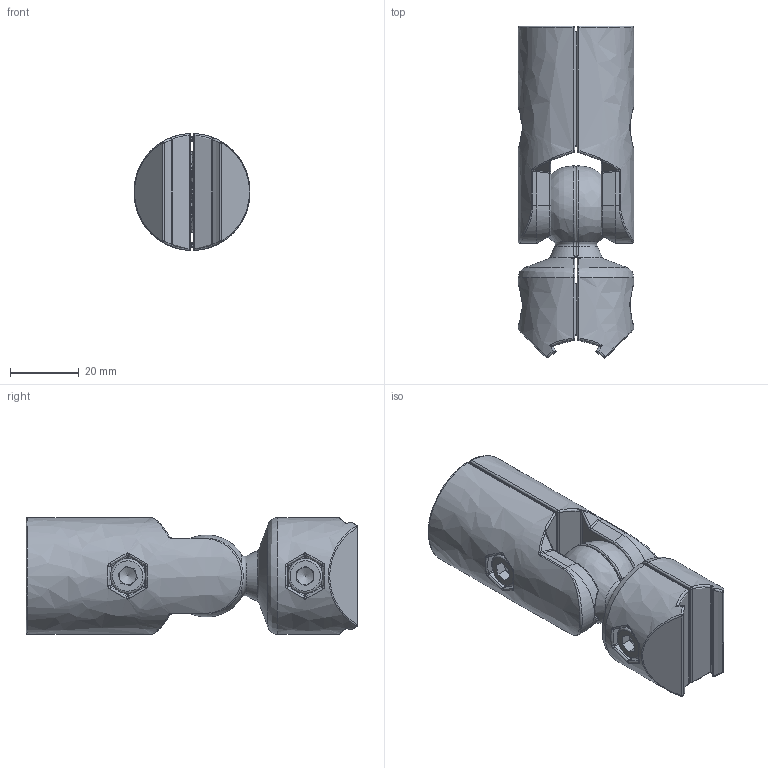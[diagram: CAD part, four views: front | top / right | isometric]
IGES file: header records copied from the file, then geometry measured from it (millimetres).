
Global section: file name: 350007; native system: Autodesk Inventor 2018; preprocessor: unknown; author: Spacek; date: 20190413.115114; units: millimetre
Bounding box: 33.65 x 96.31 x 33.94 mm (x, y, z)
Volume: 46535.2 mm3; surface area: 29249.3 mm2
Topology: 8 solids, 8 shells, 1694 faces, 3998 edges, 2256 vertices
Faces by surface type: bspline 1694
